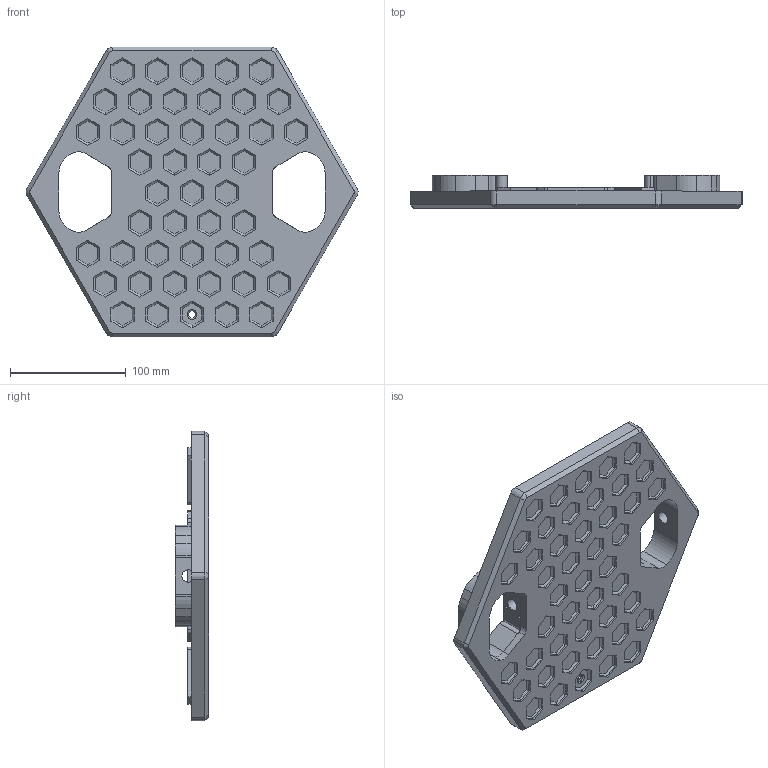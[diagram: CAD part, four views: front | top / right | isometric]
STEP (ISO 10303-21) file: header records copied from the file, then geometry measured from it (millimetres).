
FILE_DESCRIPTION(/* description */ (''),/* implementation_level */ '2;1');
FILE_NAME(/* name */ 'WhirlWax_BottomHalf_TPU.step',/* time_stamp */ '2023-05-28T14:22:00-04:00',/* author */ (''),/* organization */ (''),/* preprocessor_version */ 'ST-DEVELOPER v19.2',/* originating_system */ 'Autodesk Translation Framework v12.4.0.73',/* authorisation */ '');
FILE_SCHEMA (('AUTOMOTIVE_DESIGN { 1 0 10303 214 3 1 1 }'));
Length unit declared in the file: millimetre
Products named in the file (1): Whirlwax_-_3lb_Meltybrain_-_Team_HoneyCracked
Bounding box: 286.71 x 28.57 x 250 mm (x, y, z)
Volume: 478220.8 mm3; surface area: 159974.6 mm2
Topology: 1 solids, 1 shells, 904 faces, 2153 edges, 1314 vertices
Faces by surface type: plane 717, cylinder 143, torus 38, cone 6
Full cylindrical faces by diameter (mm): 2 x2, 2.659 x8, 3.81 x14, 6.35 x1, 10.998 x2, 11 x2
Entity records: 25622 total; most frequent: CARTESIAN_POINT 4527, ORIENTED_EDGE 4306, DIRECTION 4286, EDGE_CURVE 2153, LINE 1796, VECTOR 1796, VERTEX_POINT 1314, AXIS2_PLACEMENT_3D 1245
